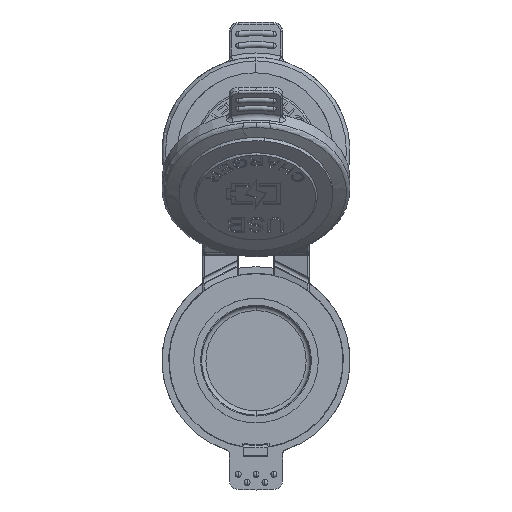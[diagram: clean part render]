
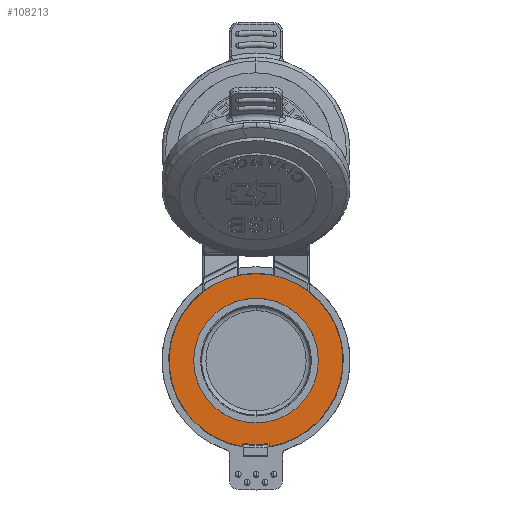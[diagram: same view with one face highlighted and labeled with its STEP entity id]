
A CAD part, top view. The second image highlights one B-rep face of the part: STEP entity #108213.
In plain terms, the highlighted planar face has unit normal (0, 0, 1).
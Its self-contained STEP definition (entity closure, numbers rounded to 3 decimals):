
#99627=DIRECTION('',(0.,-1.,0.));
#99628=VECTOR('',#99627,0.708);
#99629=CARTESIAN_POINT('',(197.058,-66.043,
6.741));
#99630=LINE('',#99629,#99628);
#99631=CARTESIAN_POINT('',(200.005,-47.323,
6.741));
#99632=DIRECTION('',(0.,0.,-1.));
#99633=DIRECTION('',(-0.15,-0.989,0.));
#99634=AXIS2_PLACEMENT_3D('',#99631,#99632,#99633);
#99636=CARTESIAN_POINT('',(200.005,-47.323,
6.741));
#99637=DIRECTION('',(0.,0.,-1.));
#99638=DIRECTION('',(0.,1.,0.));
#99639=AXIS2_PLACEMENT_3D('',#99636,#99637,#99638);
#99641=DIRECTION('',(0.,1.,0.));
#99642=VECTOR('',#99641,0.708);
#99643=CARTESIAN_POINT('',(202.958,-66.75,
6.741));
#99644=LINE('',#99643,#99642);
#99645=CARTESIAN_POINT('',(200.005,-47.323,
6.741));
#99646=DIRECTION('',(0.,0.,-1.));
#99647=DIRECTION('',(0.156,-0.988,0.));
#99648=AXIS2_PLACEMENT_3D('',#99645,#99646,#99647);
#99650=CARTESIAN_POINT('',(200.005,-47.323,
6.741));
#99651=DIRECTION('',(0.,0.,-1.));
#99652=DIRECTION('',(0.,-1.,0.));
#99653=AXIS2_PLACEMENT_3D('',#99650,#99651,#99652);
#99655=CARTESIAN_POINT('',(200.005,-47.323,
6.741));
#99656=DIRECTION('',(0.,0.,1.));
#99657=DIRECTION('',(0.,1.,0.));
#99658=AXIS2_PLACEMENT_3D('',#99655,#99656,#99657);
#99660=CARTESIAN_POINT('',(200.005,-47.323,
6.741));
#99661=DIRECTION('',(0.,0.,1.));
#99662=DIRECTION('',(0.,-1.,0.));
#99663=AXIS2_PLACEMENT_3D('',#99660,#99661,#99662);
#106326=CARTESIAN_POINT('',(200.001,-27.673,
6.741));
#106327=VERTEX_POINT('',#106326);
#106328=CARTESIAN_POINT('',(197.058,-66.751,
6.741));
#106329=VERTEX_POINT('',#106328);
#106346=CARTESIAN_POINT('',(202.958,-66.75,
6.741));
#106347=VERTEX_POINT('',#106346);
#106389=CARTESIAN_POINT('',(200.007,-61.423,
6.741));
#106390=VERTEX_POINT('',#106389);
#106391=CARTESIAN_POINT('',(200.002,-33.223,
6.741));
#106392=VERTEX_POINT('',#106391);
#106393=CARTESIAN_POINT('',(197.058,-66.043,
6.741));
#106394=VERTEX_POINT('',#106393);
#106395=CARTESIAN_POINT('',(202.958,-66.042,
6.741));
#106396=VERTEX_POINT('',#106395);
#106397=CARTESIAN_POINT('',(200.008,-66.273,
6.741));
#106398=VERTEX_POINT('',#106397);
#108192=CARTESIAN_POINT('',(200.005,-47.212,
6.741));
#108193=DIRECTION('',(0.,0.,1.));
#108194=DIRECTION('',(0.,1.,0.));
#108195=AXIS2_PLACEMENT_3D('',#108192,#108193,#108194);
#108196=PLANE('',#108195);
#108198=ORIENTED_EDGE('',*,*,#108197,.T.);
#108199=ORIENTED_EDGE('',*,*,#107963,.T.);
#108200=ORIENTED_EDGE('',*,*,#108005,.T.);
#108202=ORIENTED_EDGE('',*,*,#108201,.T.);
#108204=ORIENTED_EDGE('',*,*,#108203,.T.);
#108206=ORIENTED_EDGE('',*,*,#108205,.T.);
#108207=EDGE_LOOP('',(#108198,#108199,#108200,#108202,#108204,#108206));
#108208=FACE_OUTER_BOUND('',#108207,.F.);
#108209=ORIENTED_EDGE('',*,*,#108171,.T.);
#108210=ORIENTED_EDGE('',*,*,#108185,.T.);
#108211=EDGE_LOOP('',(#108209,#108210));
#108212=FACE_BOUND('',#108211,.F.);
#99635=CIRCLE('',#99634,19.65);
#99640=CIRCLE('',#99639,19.65);
#99649=CIRCLE('',#99648,18.95);
#99654=CIRCLE('',#99653,18.95);
#99659=CIRCLE('',#99658,14.1);
#99664=CIRCLE('',#99663,14.1);
#107963=EDGE_CURVE('',#106329,#106327,#99635,.T.);
#108005=EDGE_CURVE('',#106327,#106347,#99640,.T.);
#108171=EDGE_CURVE('',#106392,#106390,#99659,.T.);
#108185=EDGE_CURVE('',#106390,#106392,#99664,.T.);
#108197=EDGE_CURVE('',#106394,#106329,#99630,.T.);
#108201=EDGE_CURVE('',#106347,#106396,#99644,.T.);
#108203=EDGE_CURVE('',#106396,#106398,#99649,.T.);
#108205=EDGE_CURVE('',#106398,#106394,#99654,.T.);
#108213=ADVANCED_FACE('',(#108208,#108212),#108196,.T.);
